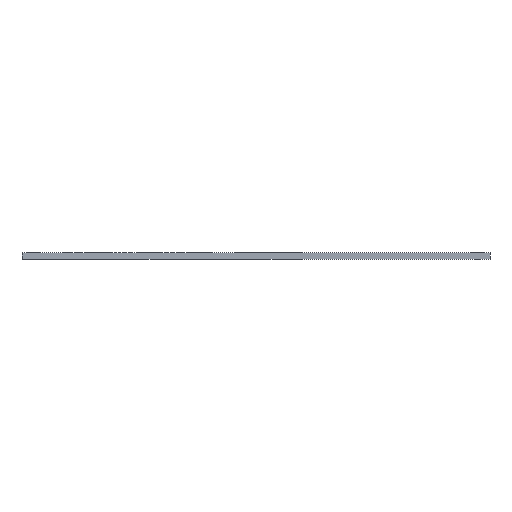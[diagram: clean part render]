
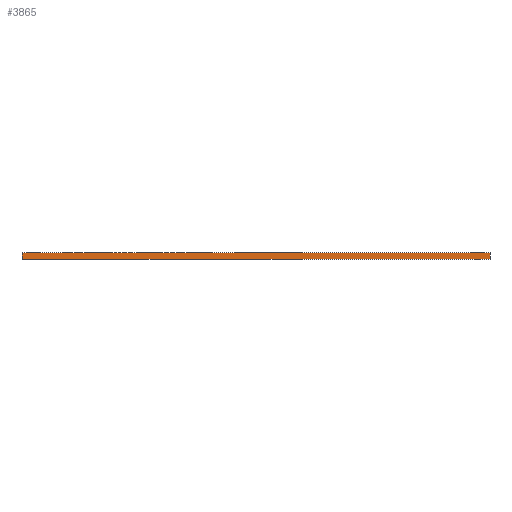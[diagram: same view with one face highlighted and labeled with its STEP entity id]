
A CAD part, left-side view. The second image highlights one B-rep face of the part: STEP entity #3865.
In plain terms, the highlighted planar face has unit normal (-1, 0, 0).
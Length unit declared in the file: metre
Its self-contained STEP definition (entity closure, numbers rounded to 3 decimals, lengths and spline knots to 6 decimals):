
#212=PLANE('',#4136);
#601=ORIENTED_EDGE('',*,*,#1713,.F.);
#602=ORIENTED_EDGE('',*,*,#1714,.F.);
#603=ORIENTED_EDGE('',*,*,#1575,.T.);
#604=ORIENTED_EDGE('',*,*,#1715,.T.);
#1575=EDGE_CURVE('',#2129,#2130,#2487,.T.);
#1713=EDGE_CURVE('',#2267,#2268,#2562,.T.);
#1714=EDGE_CURVE('',#2129,#2267,#2563,.T.);
#1715=EDGE_CURVE('',#2130,#2268,#2564,.T.);
#2129=VERTEX_POINT('',#5259);
#2130=VERTEX_POINT('',#5260);
#2267=VERTEX_POINT('',#5662);
#2268=VERTEX_POINT('',#5663);
#2487=LINE('',#5258,#2857);
#2562=LINE('',#5661,#2932);
#2563=LINE('',#5664,#2933);
#2564=LINE('',#5665,#2934);
#2857=VECTOR('',#4433,1.);
#2932=VECTOR('',#4510,1.);
#2933=VECTOR('',#4511,1.);
#2934=VECTOR('',#4512,1.);
#3249=EDGE_LOOP('',(#601,#602,#603,#604));
#3563=FACE_BOUND('',#3249,.T.);
#3865=ADVANCED_FACE('',(#3563),#212,.T.);
#4136=AXIS2_PLACEMENT_3D('',#5660,#4508,#4509);
#4433=DIRECTION('',(0.,1.,0.));
#4508=DIRECTION('',(-1.,0.,0.));
#4509=DIRECTION('',(0.,0.,1.));
#4510=DIRECTION('',(0.,1.,0.));
#4511=DIRECTION('',(0.,0.,-1.));
#4512=DIRECTION('',(0.,0.,-1.));
#5258=CARTESIAN_POINT('',(0.,0.138,0.004));
#5259=CARTESIAN_POINT('',(0.,0.,0.004));
#5260=CARTESIAN_POINT('',(0.,0.276,0.004));
#5660=CARTESIAN_POINT('',(0.,0.138,0.004));
#5661=CARTESIAN_POINT('',(0.,0.138,0.));
#5662=CARTESIAN_POINT('',(0.,0.,0.));
#5663=CARTESIAN_POINT('',(0.,0.276,0.));
#5664=CARTESIAN_POINT('',(0.,0.,0.004));
#5665=CARTESIAN_POINT('',(0.,0.276,0.004));
